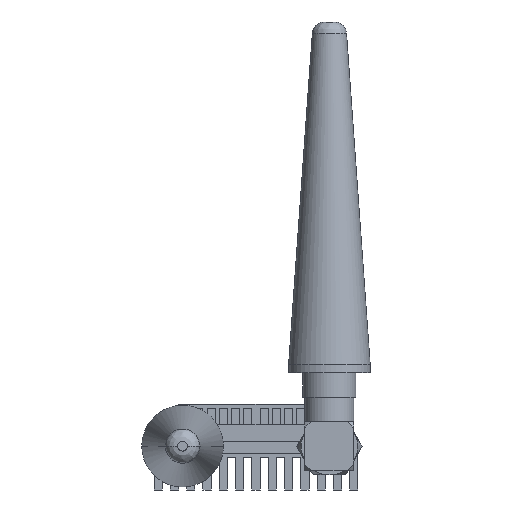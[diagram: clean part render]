
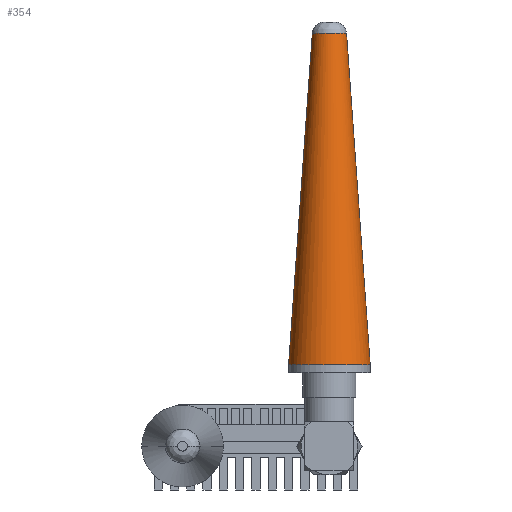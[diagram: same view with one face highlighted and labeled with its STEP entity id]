
A CAD part, front view. The second image highlights one B-rep face of the part: STEP entity #354.
In plain terms, the highlighted free-form (B-spline) face has degree [2, 1] with [5, 2] control points.
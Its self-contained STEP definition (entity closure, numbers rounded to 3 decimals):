
#257 = VERTEX_POINT('',#258);
#258 = CARTESIAN_POINT('',(22.849,-12.934,
    8.083));
#263 = EDGE_CURVE('',#264,#257,#266,.T.);
#264 = VERTEX_POINT('',#265);
#265 = CARTESIAN_POINT('',(14.227,-12.934,8.083
    ));
#266 = ( BOUNDED_CURVE() B_SPLINE_CURVE(2,(#267,#268,#269,#270,#271),
.UNSPECIFIED.,.F.,.F.) B_SPLINE_CURVE_WITH_KNOTS((3,2,3),(3.142,
4.712,6.283),.PIECEWISE_BEZIER_KNOTS.) CURVE() 
GEOMETRIC_REPRESENTATION_ITEM() RATIONAL_B_SPLINE_CURVE((1.,
0.707,1.,0.707,1.)) REPRESENTATION_ITEM('') );
#267 = CARTESIAN_POINT('',(14.227,-12.934,8.083
    ));
#268 = CARTESIAN_POINT('',(14.227,-17.245,8.083
    ));
#269 = CARTESIAN_POINT('',(18.538,-17.245,
    8.083));
#270 = CARTESIAN_POINT('',(22.849,-17.245,
    8.083));
#271 = CARTESIAN_POINT('',(22.849,-12.934,
    8.083));
#354 = ADVANCED_FACE('',(#355),#380,.T.);
#355 = FACE_BOUND('',#356,.T.);
#356 = EDGE_LOOP('',(#357,#364,#374,#379));
#357 = ORIENTED_EDGE('',*,*,#358,.T.);
#358 = EDGE_CURVE('',#257,#359,#361,.T.);
#359 = VERTEX_POINT('',#360);
#360 = CARTESIAN_POINT('',(20.348,-12.934,
    43.096));
#361 = B_SPLINE_CURVE_WITH_KNOTS('',1,(#362,#363),.UNSPECIFIED.,.F.,.F.,
  (2,2),(0.,40.71),.PIECEWISE_BEZIER_KNOTS.);
#362 = CARTESIAN_POINT('',(22.849,-12.934,
    8.083));
#363 = CARTESIAN_POINT('',(20.348,-12.934,
    43.096));
#364 = ORIENTED_EDGE('',*,*,#365,.T.);
#365 = EDGE_CURVE('',#359,#366,#368,.T.);
#366 = VERTEX_POINT('',#367);
#367 = CARTESIAN_POINT('',(16.728,-12.934,
    43.096));
#368 = ( BOUNDED_CURVE() B_SPLINE_CURVE(2,(#369,#370,#371,#372,#373),
.UNSPECIFIED.,.F.,.F.) B_SPLINE_CURVE_WITH_KNOTS((3,2,3),(3.142,
4.712,6.283),.PIECEWISE_BEZIER_KNOTS.) CURVE() 
GEOMETRIC_REPRESENTATION_ITEM() RATIONAL_B_SPLINE_CURVE((1.,
0.707,1.,0.707,1.)) REPRESENTATION_ITEM('') );
#369 = CARTESIAN_POINT('',(20.348,-12.934,
    43.096));
#370 = CARTESIAN_POINT('',(20.348,-14.744,
    43.096));
#371 = CARTESIAN_POINT('',(18.538,-14.744,
    43.096));
#372 = CARTESIAN_POINT('',(16.728,-14.744,
    43.096));
#373 = CARTESIAN_POINT('',(16.728,-12.934,
    43.096));
#374 = ORIENTED_EDGE('',*,*,#375,.F.);
#375 = EDGE_CURVE('',#264,#366,#376,.T.);
#376 = B_SPLINE_CURVE_WITH_KNOTS('',1,(#377,#378),.UNSPECIFIED.,.F.,.F.,
  (2,2),(0.,40.71),.PIECEWISE_BEZIER_KNOTS.);
#377 = CARTESIAN_POINT('',(14.227,-12.934,8.083
    ));
#378 = CARTESIAN_POINT('',(16.728,-12.934,
    43.096));
#379 = ORIENTED_EDGE('',*,*,#263,.T.);
#380 = ( BOUNDED_SURFACE() B_SPLINE_SURFACE(2,1,(
    (#381,#382)
    ,(#383,#384)
    ,(#385,#386)
    ,(#387,#388)
,(#389,#390
    )),.UNSPECIFIED.,.F.,.F.,.F.) B_SPLINE_SURFACE_WITH_KNOTS((3,2,3),(2
    ,2),(3.142,4.712,6.283),(1.397,
    42.107),.PIECEWISE_BEZIER_KNOTS.) 
GEOMETRIC_REPRESENTATION_ITEM() RATIONAL_B_SPLINE_SURFACE((
    (1.,1.)
    ,(0.707,0.707)
    ,(1.,1.)
    ,(0.707,0.707)
,(1.,1.))) REPRESENTATION_ITEM('') SURFACE() );
#381 = CARTESIAN_POINT('',(20.348,-12.934,
    43.096));
#382 = CARTESIAN_POINT('',(22.849,-12.934,
    8.083));
#383 = CARTESIAN_POINT('',(20.348,-14.744,
    43.096));
#384 = CARTESIAN_POINT('',(22.849,-17.245,
    8.083));
#385 = CARTESIAN_POINT('',(18.538,-14.744,
    43.096));
#386 = CARTESIAN_POINT('',(18.538,-17.245,
    8.083));
#387 = CARTESIAN_POINT('',(16.728,-14.744,
    43.096));
#388 = CARTESIAN_POINT('',(14.227,-17.245,8.083
    ));
#389 = CARTESIAN_POINT('',(16.728,-12.934,
    43.096));
#390 = CARTESIAN_POINT('',(14.227,-12.934,8.083
    ));
